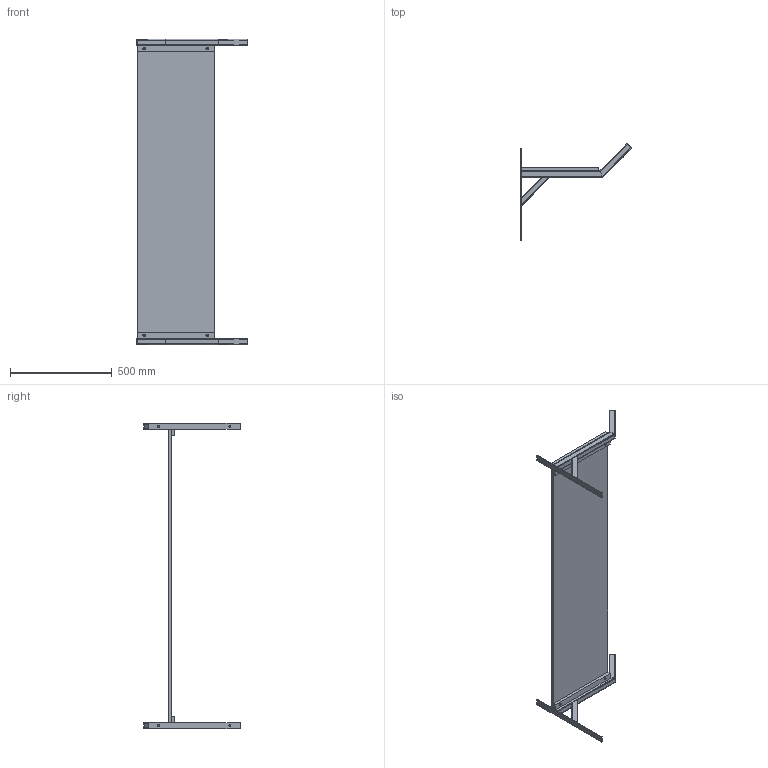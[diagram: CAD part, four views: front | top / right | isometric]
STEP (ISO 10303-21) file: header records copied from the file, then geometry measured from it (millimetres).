
FILE_DESCRIPTION (( 'STEP AP203' ), '1' );
FILE_NAME ('Beam storage rack.STEP', '2019-12-26T21:23:18', ( '' ), ( '' ), 'SwSTEP 2.0', 'SolidWorks 2016', '' );
FILE_SCHEMA (( 'CONFIG_CONTROL_DESIGN' ));
Length unit declared in the file: millimetre
Products named in the file (1): Beam storage rack
Bounding box: 545.84 x 472.63 x 1500 mm (x, y, z)
Volume: 9301457.4 mm3; surface area: 1660976.2 mm2
Topology: 17 solids, 17 shells, 810 faces, 2092 edges, 1316 vertices
Faces by surface type: cone 384, cylinder 240, plane 178, torus 8
Entity records: 24945 total; most frequent: DIRECTION 4634, CARTESIAN_POINT 4499, ORIENTED_EDGE 4168, EDGE_CURVE 2084, AXIS2_PLACEMENT_3D 1835, VERTEX_POINT 1316, CIRCLE 1024, VECTOR 964
